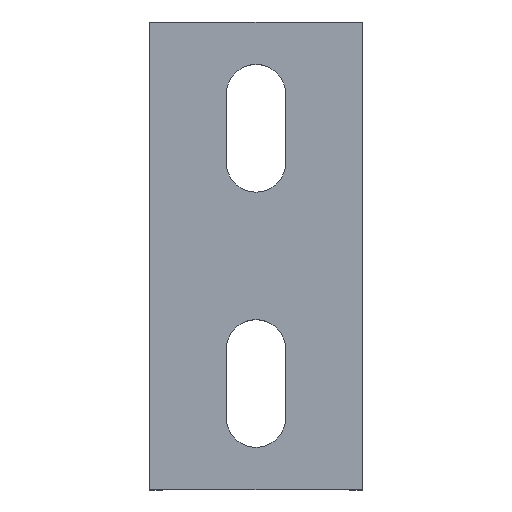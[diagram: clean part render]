
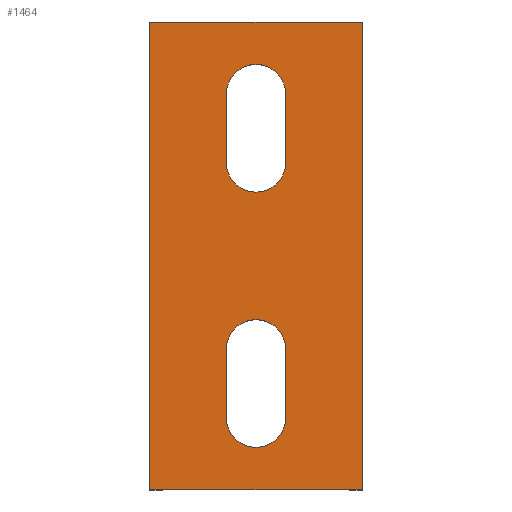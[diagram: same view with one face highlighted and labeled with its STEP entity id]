
A CAD part, top view. The second image highlights one B-rep face of the part: STEP entity #1464.
In plain terms, the highlighted planar face has unit normal (0, 0, 1).
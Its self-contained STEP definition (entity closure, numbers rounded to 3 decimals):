
#19 = VERTEX_POINT ( 'NONE', #1038 ) ;
#20 = LINE ( 'NONE', #525, #1003 ) ;
#52 = CARTESIAN_POINT ( 'NONE',  ( -3.5, 38.5, 0. ) ) ;
#81 = CARTESIAN_POINT ( 'NONE',  ( 10.5, 55., 0. ) ) ;
#85 = LINE ( 'NONE', #577, #1344 ) ;
#117 = DIRECTION ( 'NONE',  ( 0., -1., 0. ) ) ;
#137 = DIRECTION ( 'NONE',  ( 0., 0., 1. ) ) ;
#147 = ORIENTED_EDGE ( 'NONE', *, *, #597, .F. ) ;
#152 = DIRECTION ( 'NONE',  ( 1., 0., 0. ) ) ;
#162 = FACE_OUTER_BOUND ( 'NONE', #517, .T. ) ;
#165 = CARTESIAN_POINT ( 'NONE',  ( 12.5, 55., 0. ) ) ;
#169 = VECTOR ( 'NONE', #566, 1000. ) ;
#197 = CIRCLE ( 'NONE', #1230, 3.5 ) ;
#205 = DIRECTION ( 'NONE',  ( -1., 0., 0. ) ) ;
#234 = EDGE_CURVE ( 'NONE', #358, #624, #85, .T. ) ;
#246 = EDGE_CURVE ( 'NONE', #358, #738, #342, .T. ) ;
#257 = AXIS2_PLACEMENT_3D ( 'NONE', #615, #1391, #1360 ) ;
#263 = ORIENTED_EDGE ( 'NONE', *, *, #234, .T. ) ;
#313 = FACE_BOUND ( 'NONE', #708, .T. ) ;
#340 = EDGE_CURVE ( 'NONE', #1084, #713, #1626, .T. ) ;
#342 = LINE ( 'NONE', #841, #629 ) ;
#356 = ORIENTED_EDGE ( 'NONE', *, *, #576, .F. ) ;
#358 = VERTEX_POINT ( 'NONE', #984 ) ;
#364 = CARTESIAN_POINT ( 'NONE',  ( 3.5, 46.5, 0. ) ) ;
#376 = ORIENTED_EDGE ( 'NONE', *, *, #877, .F. ) ;
#386 = CARTESIAN_POINT ( 'NONE',  ( 10.5, 0., 0. ) ) ;
#387 = ORIENTED_EDGE ( 'NONE', *, *, #1291, .F. ) ;
#408 = CARTESIAN_POINT ( 'NONE',  ( -3.5, 16.5, 0. ) ) ;
#412 = DIRECTION ( 'NONE',  ( 1., 0., 0. ) ) ;
#438 = CARTESIAN_POINT ( 'NONE',  ( 3.5, 8.5, 0. ) ) ;
#440 = DIRECTION ( 'NONE',  ( 1., 0., 0. ) ) ;
#447 = DIRECTION ( 'NONE',  ( -1., 0., 0. ) ) ;
#453 = VERTEX_POINT ( 'NONE', #1123 ) ;
#482 = EDGE_CURVE ( 'NONE', #880, #861, #197, .T. ) ;
#499 = CARTESIAN_POINT ( 'NONE',  ( -3.5, 8.5, 0. ) ) ;
#506 = ORIENTED_EDGE ( 'NONE', *, *, #482, .F. ) ;
#507 = DIRECTION ( 'NONE',  ( 1., 0., 0. ) ) ;
#517 = EDGE_LOOP ( 'NONE', ( #1434, #586, #1400, #1192, #1077, #263, #147, #1303 ) ) ;
#519 = ORIENTED_EDGE ( 'NONE', *, *, #546, .F. ) ;
#525 = CARTESIAN_POINT ( 'NONE',  ( 10.5, 0., 0. ) ) ;
#526 = CARTESIAN_POINT ( 'NONE',  ( 0., 38.5, 0. ) ) ;
#541 = ORIENTED_EDGE ( 'NONE', *, *, #1549, .F. ) ;
#546 = EDGE_CURVE ( 'NONE', #861, #823, #1162, .T. ) ;
#558 = LINE ( 'NONE', #1062, #169 ) ;
#566 = DIRECTION ( 'NONE',  ( 0., 1., 0. ) ) ;
#576 = EDGE_CURVE ( 'NONE', #713, #1178, #790, .T. ) ;
#577 = CARTESIAN_POINT ( 'NONE',  ( -10.5, 55., 0. ) ) ;
#579 = CARTESIAN_POINT ( 'NONE',  ( -3.5, 38.5, 0. ) ) ;
#582 = CIRCLE ( 'NONE', #795, 3.5 ) ;
#584 = DIRECTION ( 'NONE',  ( 0., 1., 0. ) ) ;
#586 = ORIENTED_EDGE ( 'NONE', *, *, #1321, .T. ) ;
#597 = EDGE_CURVE ( 'NONE', #453, #624, #558, .T. ) ;
#615 = CARTESIAN_POINT ( 'NONE',  ( 0., 16.5, 0. ) ) ;
#624 = VERTEX_POINT ( 'NONE', #683 ) ;
#629 = VECTOR ( 'NONE', #1596, 1000. ) ;
#642 = AXIS2_PLACEMENT_3D ( 'NONE', #670, #1562, #1306 ) ;
#649 = EDGE_CURVE ( 'NONE', #738, #1050, #1548, .T. ) ;
#650 = CARTESIAN_POINT ( 'NONE',  ( 0., 8.5, 0. ) ) ;
#660 = CARTESIAN_POINT ( 'NONE',  ( 12.5, 0., 0. ) ) ;
#667 = VECTOR ( 'NONE', #205, 1000. ) ;
#670 = CARTESIAN_POINT ( 'NONE',  ( 10.5, 55., 0. ) ) ;
#683 = CARTESIAN_POINT ( 'NONE',  ( -12.5, 55., 0. ) ) ;
#688 = LINE ( 'NONE', #438, #973 ) ;
#690 = CARTESIAN_POINT ( 'NONE',  ( -3.5, 8.5, 0. ) ) ;
#706 = CARTESIAN_POINT ( 'NONE',  ( 3.5, 16.5, 0. ) ) ;
#708 = EDGE_LOOP ( 'NONE', ( #376, #1140, #519, #506 ) ) ;
#713 = VERTEX_POINT ( 'NONE', #690 ) ;
#736 = CARTESIAN_POINT ( 'NONE',  ( -3.5, 46.5, 0. ) ) ;
#738 = VERTEX_POINT ( 'NONE', #81 ) ;
#778 = EDGE_LOOP ( 'NONE', ( #541, #356, #1486, #387 ) ) ;
#785 = CARTESIAN_POINT ( 'NONE',  ( -10.5, 0., 0. ) ) ;
#790 = CIRCLE ( 'NONE', #1129, 3.5 ) ;
#795 = AXIS2_PLACEMENT_3D ( 'NONE', #526, #137, #1421 ) ;
#823 = VERTEX_POINT ( 'NONE', #579 ) ;
#834 = VERTEX_POINT ( 'NONE', #706 ) ;
#839 = VECTOR ( 'NONE', #1252, 1000. ) ;
#841 = CARTESIAN_POINT ( 'NONE',  ( 10.5, 55., 0. ) ) ;
#861 = VERTEX_POINT ( 'NONE', #736 ) ;
#877 = EDGE_CURVE ( 'NONE', #19, #880, #1492, .T. ) ;
#880 = VERTEX_POINT ( 'NONE', #364 ) ;
#937 = CARTESIAN_POINT ( 'NONE',  ( 10.5, 55., 0. ) ) ;
#973 = VECTOR ( 'NONE', #584, 1000. ) ;
#982 = EDGE_CURVE ( 'NONE', #1422, #1544, #20, .T. ) ;
#984 = CARTESIAN_POINT ( 'NONE',  ( -10.5, 55., 0. ) ) ;
#1003 = VECTOR ( 'NONE', #507, 1000. ) ;
#1027 = VECTOR ( 'NONE', #440, 1000. ) ;
#1038 = CARTESIAN_POINT ( 'NONE',  ( 3.5, 38.5, 0. ) ) ;
#1050 = VERTEX_POINT ( 'NONE', #165 ) ;
#1062 = CARTESIAN_POINT ( 'NONE',  ( -12.5, 55., 0. ) ) ;
#1077 = ORIENTED_EDGE ( 'NONE', *, *, #246, .F. ) ;
#1084 = VERTEX_POINT ( 'NONE', #408 ) ;
#1093 = EDGE_CURVE ( 'NONE', #823, #19, #582, .T. ) ;
#1123 = CARTESIAN_POINT ( 'NONE',  ( -12.5, 0., 0. ) ) ;
#1129 = AXIS2_PLACEMENT_3D ( 'NONE', #650, #1151, #412 ) ;
#1140 = ORIENTED_EDGE ( 'NONE', *, *, #1093, .F. ) ;
#1144 = PLANE ( 'NONE',  #642 ) ;
#1151 = DIRECTION ( 'NONE',  ( 0., 0., 1. ) ) ;
#1153 = FACE_BOUND ( 'NONE', #778, .T. ) ;
#1162 = LINE ( 'NONE', #52, #1453 ) ;
#1166 = VECTOR ( 'NONE', #1365, 1000. ) ;
#1173 = CARTESIAN_POINT ( 'NONE',  ( 12.5, 55., 0. ) ) ;
#1178 = VERTEX_POINT ( 'NONE', #1352 ) ;
#1192 = ORIENTED_EDGE ( 'NONE', *, *, #649, .F. ) ;
#1211 = CARTESIAN_POINT ( 'NONE',  ( 10.5, 0., 0. ) ) ;
#1230 = AXIS2_PLACEMENT_3D ( 'NONE', #1396, #1275, #152 ) ;
#1235 = LINE ( 'NONE', #386, #1166 ) ;
#1244 = EDGE_CURVE ( 'NONE', #1422, #453, #1587, .T. ) ;
#1252 = DIRECTION ( 'NONE',  ( 0., 1., 0. ) ) ;
#1275 = DIRECTION ( 'NONE',  ( 0., 0., 1. ) ) ;
#1291 = EDGE_CURVE ( 'NONE', #834, #1084, #1307, .T. ) ;
#1295 = DIRECTION ( 'NONE',  ( 0., -1., 0. ) ) ;
#1297 = DIRECTION ( 'NONE',  ( 0., 1., 0. ) ) ;
#1303 = ORIENTED_EDGE ( 'NONE', *, *, #1244, .F. ) ;
#1306 = DIRECTION ( 'NONE',  ( -1., 0., 0. ) ) ;
#1307 = CIRCLE ( 'NONE', #257, 3.5 ) ;
#1321 = EDGE_CURVE ( 'NONE', #1544, #1495, #1235, .T. ) ;
#1344 = VECTOR ( 'NONE', #447, 1000. ) ;
#1352 = CARTESIAN_POINT ( 'NONE',  ( 3.5, 8.5, 0. ) ) ;
#1360 = DIRECTION ( 'NONE',  ( 1., 0., 0. ) ) ;
#1365 = DIRECTION ( 'NONE',  ( 1., 0., 0. ) ) ;
#1369 = VECTOR ( 'NONE', #117, 1000. ) ;
#1391 = DIRECTION ( 'NONE',  ( 0., 0., 1. ) ) ;
#1396 = CARTESIAN_POINT ( 'NONE',  ( 0., 46.5, 0. ) ) ;
#1397 = LINE ( 'NONE', #1173, #1513 ) ;
#1400 = ORIENTED_EDGE ( 'NONE', *, *, #1471, .T. ) ;
#1421 = DIRECTION ( 'NONE',  ( 1., 0., 0. ) ) ;
#1422 = VERTEX_POINT ( 'NONE', #785 ) ;
#1434 = ORIENTED_EDGE ( 'NONE', *, *, #982, .T. ) ;
#1447 = CARTESIAN_POINT ( 'NONE',  ( 10.5, 0., 0. ) ) ;
#1453 = VECTOR ( 'NONE', #1295, 1000. ) ;
#1464 = ADVANCED_FACE ( 'NONE', ( #313, #1153, #162 ), #1144, .F. ) ;
#1471 = EDGE_CURVE ( 'NONE', #1495, #1050, #1397, .T. ) ;
#1486 = ORIENTED_EDGE ( 'NONE', *, *, #340, .F. ) ;
#1492 = LINE ( 'NONE', #1517, #839 ) ;
#1495 = VERTEX_POINT ( 'NONE', #660 ) ;
#1513 = VECTOR ( 'NONE', #1297, 1000. ) ;
#1517 = CARTESIAN_POINT ( 'NONE',  ( 3.5, 38.5, 0. ) ) ;
#1544 = VERTEX_POINT ( 'NONE', #1447 ) ;
#1548 = LINE ( 'NONE', #937, #1027 ) ;
#1549 = EDGE_CURVE ( 'NONE', #1178, #834, #688, .T. ) ;
#1562 = DIRECTION ( 'NONE',  ( 0., 0., -1. ) ) ;
#1587 = LINE ( 'NONE', #1211, #667 ) ;
#1596 = DIRECTION ( 'NONE',  ( 1., 0., 0. ) ) ;
#1626 = LINE ( 'NONE', #499, #1369 ) ;
